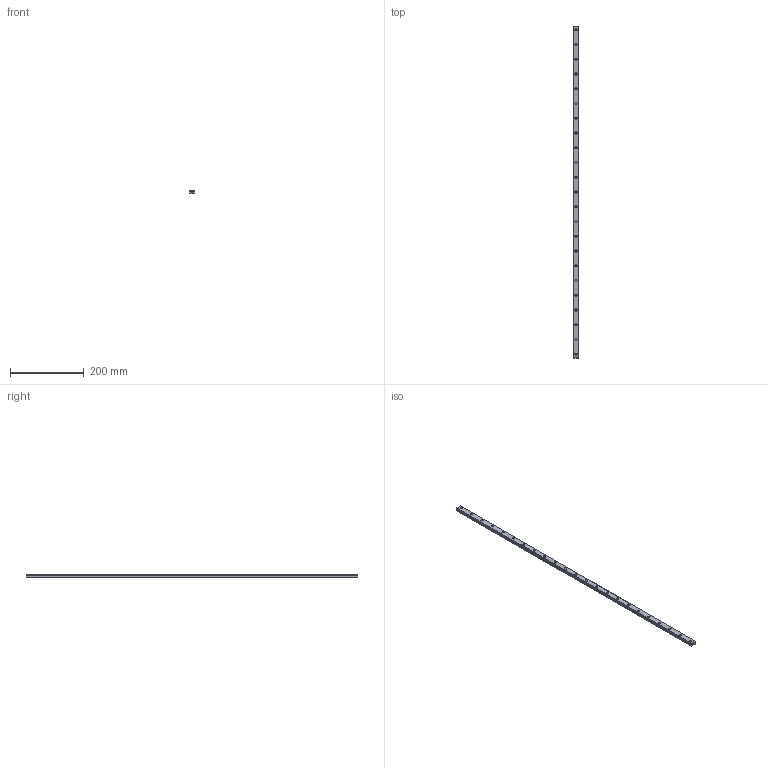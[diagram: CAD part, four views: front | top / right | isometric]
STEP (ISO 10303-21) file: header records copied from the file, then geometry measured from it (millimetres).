
FILE_DESCRIPTION(('STEP AP214'),'1');
FILE_NAME('cctmp_C181BE79-B09C-4267-9BB3-5359B4CAC15C_2021_02_19_12_08_43_0774..stp','2021-02-19T11:08:43',('HIWIN GmbH'),('CADClick - www.CADClick.com'),'Spatial InterOp 3D',' ','unknown authorization');
FILE_SCHEMA(('AUTOMOTIVE_DESIGN'));
Length unit declared in the file: millimetre
Products named in the file (1): MGNR15R900CM_FILE
Bounding box: 15 x 900 x 10 mm (x, y, z)
Volume: 124954.8 mm3; surface area: 53518.7 mm2
Topology: 1 solids, 1 shells, 302 faces, 681 edges, 454 vertices
Faces by surface type: cylinder 154, plane 148
Entity records: 10993 total; most frequent: DIRECTION 1595, CARTESIAN_POINT 1438, ORIENTED_EDGE 1362, EDGE_CURVE 681, AXIS2_PLACEMENT_3D 611, VERTEX_POINT 454, EDGE_LOOP 375, LINE 373
